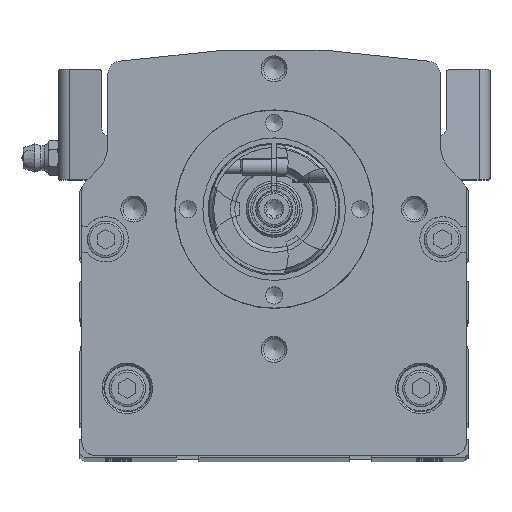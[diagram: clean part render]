
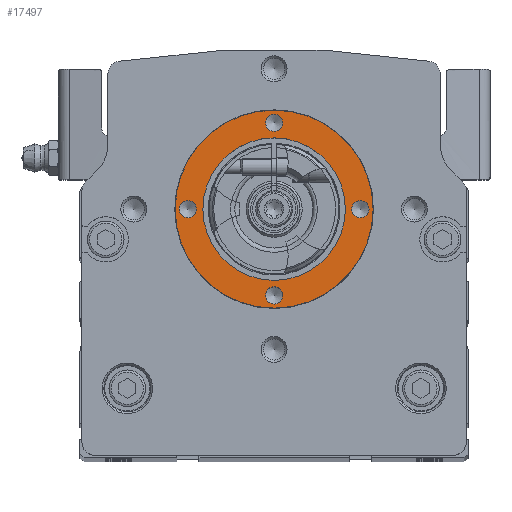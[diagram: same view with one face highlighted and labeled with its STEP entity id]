
A CAD part, top view. The second image highlights one B-rep face of the part: STEP entity #17497.
In plain terms, the highlighted planar face has unit normal (0, 0, 1).
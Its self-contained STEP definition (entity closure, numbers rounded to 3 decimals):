
#280=PLANE('',#18666);
#4584=ORIENTED_EDGE('',*,*,#7814,.F.);
#4585=ORIENTED_EDGE('',*,*,#7815,.F.);
#4586=ORIENTED_EDGE('',*,*,#7816,.T.);
#4587=ORIENTED_EDGE('',*,*,#7817,.T.);
#4588=ORIENTED_EDGE('',*,*,#7818,.T.);
#4589=ORIENTED_EDGE('',*,*,#7813,.T.);
#7813=EDGE_CURVE('',#9528,#9528,#10608,.T.);
#7814=EDGE_CURVE('',#9529,#9529,#10609,.T.);
#7815=EDGE_CURVE('',#9530,#9530,#10610,.F.);
#7816=EDGE_CURVE('',#9531,#9531,#10611,.T.);
#7817=EDGE_CURVE('',#9532,#9532,#10612,.T.);
#7818=EDGE_CURVE('',#9533,#9533,#10613,.T.);
#9528=VERTEX_POINT('',#25797);
#9529=VERTEX_POINT('',#25800);
#9530=VERTEX_POINT('',#25802);
#9531=VERTEX_POINT('',#25804);
#9532=VERTEX_POINT('',#25806);
#9533=VERTEX_POINT('',#25808);
#10608=CIRCLE('',#18665,16.5);
#10609=CIRCLE('',#18667,22.929);
#10610=CIRCLE('',#18668,2.);
#10611=CIRCLE('',#18669,2.);
#10612=CIRCLE('',#18670,2.);
#10613=CIRCLE('',#18671,2.);
#11389=EDGE_LOOP('',(#4584));
#11390=EDGE_LOOP('',(#4585));
#11391=EDGE_LOOP('',(#4586));
#11392=EDGE_LOOP('',(#4587));
#11393=EDGE_LOOP('',(#4588));
#11394=EDGE_LOOP('',(#4589));
#12510=FACE_BOUND('',#11389,.T.);
#12511=FACE_BOUND('',#11390,.T.);
#12512=FACE_BOUND('',#11391,.T.);
#12513=FACE_BOUND('',#11392,.T.);
#12514=FACE_BOUND('',#11393,.T.);
#12515=FACE_BOUND('',#11394,.T.);
#17497=ADVANCED_FACE('',(#12510,#12511,#12512,#12513,#12514,#12515),#280,
 .F.);
#18665=AXIS2_PLACEMENT_3D('',#25796,#21371,#21372);
#18666=AXIS2_PLACEMENT_3D('',#25798,#21373,#21374);
#18667=AXIS2_PLACEMENT_3D('',#25799,#21375,#21376);
#18668=AXIS2_PLACEMENT_3D('',#25801,#21377,#21378);
#18669=AXIS2_PLACEMENT_3D('',#25803,#21379,#21380);
#18670=AXIS2_PLACEMENT_3D('',#25805,#21381,#21382);
#18671=AXIS2_PLACEMENT_3D('',#25807,#21383,#21384);
#21371=DIRECTION('',(0.,0.,-1.));
#21372=DIRECTION('',(-1.,0.,0.));
#21373=DIRECTION('',(0.,0.,-1.));
#21374=DIRECTION('',(-1.,0.,0.));
#21375=DIRECTION('',(0.,0.,-1.));
#21376=DIRECTION('',(-1.,0.,0.));
#21377=DIRECTION('',(0.,0.,-1.));
#21378=DIRECTION('',(-1.,0.,0.));
#21379=DIRECTION('',(0.,0.,-1.));
#21380=DIRECTION('',(-1.,0.,0.));
#21381=DIRECTION('',(0.,0.,-1.));
#21382=DIRECTION('',(-1.,0.,0.));
#21383=DIRECTION('',(0.,0.,-1.));
#21384=DIRECTION('',(-1.,0.,0.));
#25796=CARTESIAN_POINT('',(0.,57.5,34.));
#25797=CARTESIAN_POINT('',(-16.5,57.5,34.));
#25798=CARTESIAN_POINT('',(0.,74.,34.));
#25799=CARTESIAN_POINT('',(0.,57.5,34.));
#25800=CARTESIAN_POINT('',(-22.929,57.5,34.));
#25801=CARTESIAN_POINT('',(0.,77.5,34.));
#25802=CARTESIAN_POINT('',(-2.,77.5,34.));
#25803=CARTESIAN_POINT('',(20.,57.5,34.));
#25804=CARTESIAN_POINT('',(18.,57.5,34.));
#25805=CARTESIAN_POINT('',(0.,37.5,34.));
#25806=CARTESIAN_POINT('',(-2.,37.5,34.));
#25807=CARTESIAN_POINT('',(-20.,57.5,34.));
#25808=CARTESIAN_POINT('',(-22.,57.5,34.));
